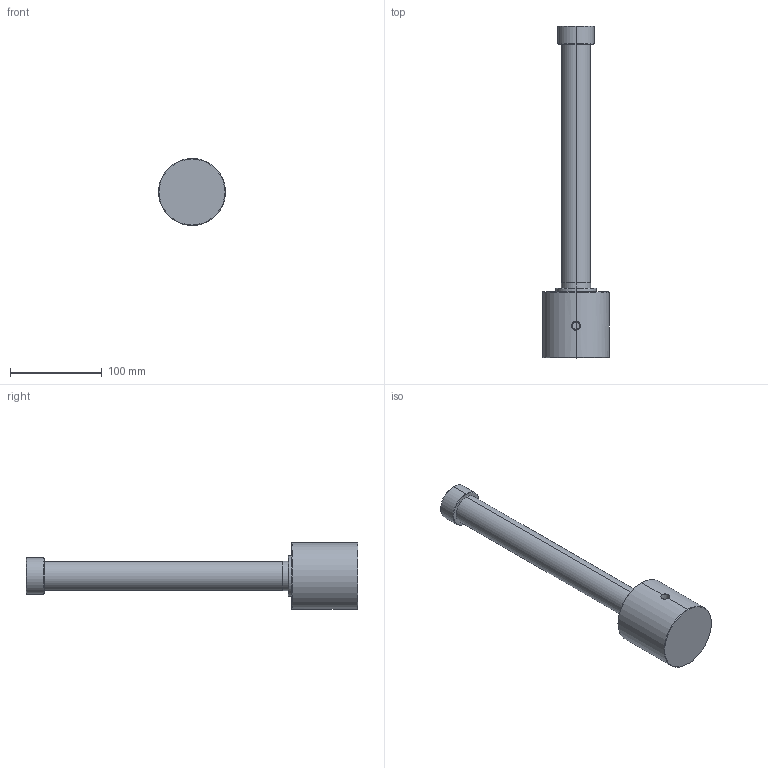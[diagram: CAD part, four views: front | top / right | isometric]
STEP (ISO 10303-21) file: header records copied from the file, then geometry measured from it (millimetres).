
FILE_DESCRIPTION (( 'STEP AP214' ), '1' );
FILE_NAME ('CRA-2-400.STEP', '2019-10-08T08:25:04', ( 'Windows' ), ( 'Microsoft' ), 'SwSTEP 2.0', 'SolidWorks 2015', '' );
FILE_SCHEMA (( 'AUTOMOTIVE_DESIGN' ));
Length unit declared in the file: millimetre
Products named in the file (1): CRA-2-400
Bounding box: 73 x 362 x 73 mm (x, y, z)
Volume: 387562.8 mm3; surface area: 82598.2 mm2
Topology: 1 solids, 1 shells, 76 faces, 173 edges, 108 vertices
Faces by surface type: cylinder 35, cone 21, plane 20
Entity records: 2493 total; most frequent: CARTESIAN_POINT 679, DIRECTION 387, ORIENTED_EDGE 338, EDGE_CURVE 169, AXIS2_PLACEMENT_3D 160, VERTEX_POINT 108, EDGE_LOOP 91, CIRCLE 83
